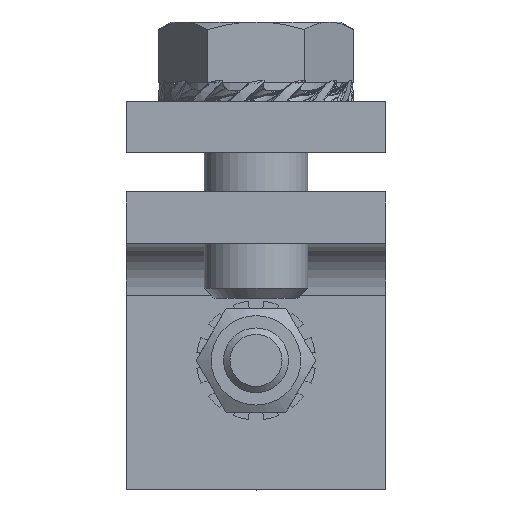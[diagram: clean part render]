
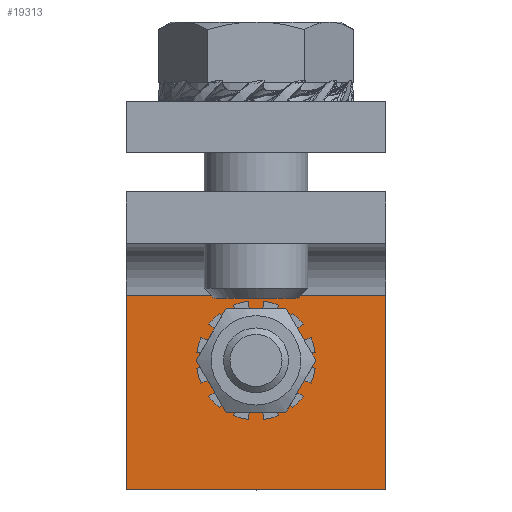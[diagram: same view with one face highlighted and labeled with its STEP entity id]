
A CAD part, left-side view. The second image highlights one B-rep face of the part: STEP entity #19313.
In plain terms, the highlighted planar face has unit normal (-1, 0, 0).
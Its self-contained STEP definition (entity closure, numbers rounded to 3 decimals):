
#242=FACE_BOUND('',#3928,.T.);
#2543=PLANE('',#20655);
#2793=FACE_OUTER_BOUND('',#3927,.T.);
#3927=EDGE_LOOP('',(#12363,#12364,#12365,#12366));
#3928=EDGE_LOOP('',(#12367));
#5167=LINE('',#26298,#5793);
#5170=LINE('',#26304,#5796);
#5171=LINE('',#26306,#5797);
#5172=LINE('',#26307,#5798);
#5793=VECTOR('',#22447,5.76);
#5796=VECTOR('',#22452,10.);
#5797=VECTOR('',#22453,5.76);
#5798=VECTOR('',#22454,10.);
#6245=CIRCLE('',#20546,3.1);
#6532=VERTEX_POINT('',#25680);
#6687=VERTEX_POINT('',#26295);
#6688=VERTEX_POINT('',#26297);
#6690=VERTEX_POINT('',#26303);
#6691=VERTEX_POINT('',#26305);
#8685=EDGE_CURVE('',#6532,#6532,#6245,.T.);
#8915=EDGE_CURVE('',#6688,#6687,#5167,.T.);
#8918=EDGE_CURVE('',#6687,#6690,#5170,.T.);
#8919=EDGE_CURVE('',#6691,#6690,#5171,.T.);
#8920=EDGE_CURVE('',#6691,#6688,#5172,.T.);
#12363=ORIENTED_EDGE('',*,*,#8918,.T.);
#12364=ORIENTED_EDGE('',*,*,#8919,.F.);
#12365=ORIENTED_EDGE('',*,*,#8920,.T.);
#12366=ORIENTED_EDGE('',*,*,#8915,.T.);
#12367=ORIENTED_EDGE('',*,*,#8685,.T.);
#19313=ADVANCED_FACE('',(#2793,#242),#2543,.F.);
#20546=AXIS2_PLACEMENT_3D('',#25682,#22054,#22055);
#20655=AXIS2_PLACEMENT_3D('',#26302,#22450,#22451);
#22054=DIRECTION('center_axis',(1.,0.,0.));
#22055=DIRECTION('ref_axis',(0.,0.,-1.));
#22447=DIRECTION('',(0.,0.,1.));
#22450=DIRECTION('center_axis',(1.,0.,0.));
#22451=DIRECTION('ref_axis',(0.,0.,-1.));
#22452=DIRECTION('',(0.,1.,0.));
#22453=DIRECTION('',(0.,0.,1.));
#22454=DIRECTION('',(0.,-1.,0.));
#25680=CARTESIAN_POINT('',(56.,10.,-5.9));
#25682=CARTESIAN_POINT('Origin',(56.,10.,-9.));
#26295=CARTESIAN_POINT('',(56.,0.,-4.));
#26297=CARTESIAN_POINT('',(56.,0.,-19.));
#26298=CARTESIAN_POINT('',(56.,0.,14.096));
#26302=CARTESIAN_POINT('Origin',(56.,10.,-6.976));
#26303=CARTESIAN_POINT('',(56.,20.,-4.));
#26304=CARTESIAN_POINT('',(56.,10.,-4.));
#26305=CARTESIAN_POINT('',(56.,20.,-19.));
#26306=CARTESIAN_POINT('',(56.,20.,14.096));
#26307=CARTESIAN_POINT('',(56.,20.,-19.));
